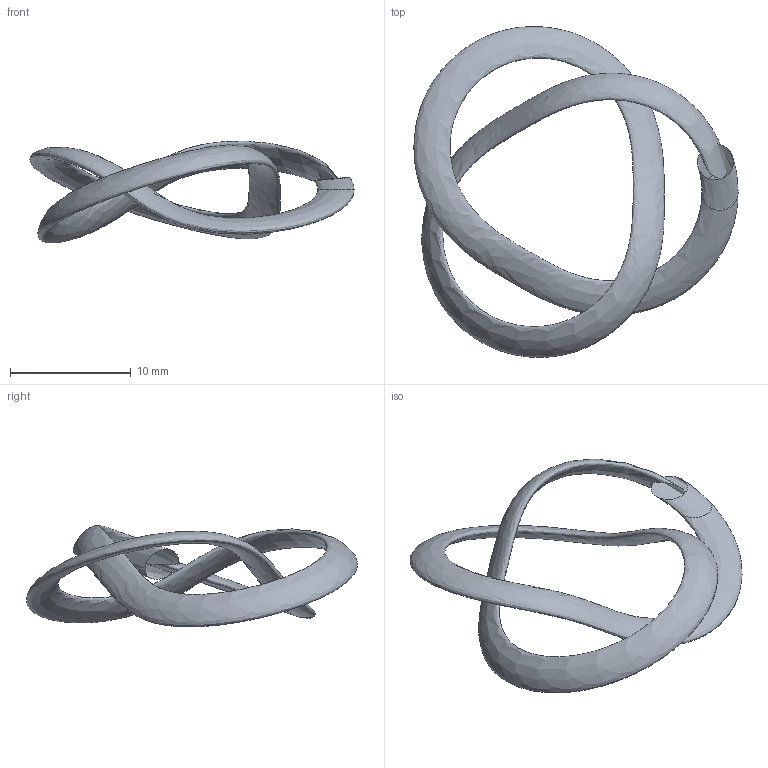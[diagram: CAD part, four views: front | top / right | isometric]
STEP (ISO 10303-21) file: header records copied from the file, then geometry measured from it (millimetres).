
FILE_DESCRIPTION(('Open CASCADE Model'),'2;1');
FILE_NAME('Open CASCADE Shape Model','2026-01-17T23:13:08',('Author'),( 'Open CASCADE'),'Open CASCADE STEP processor 7.8','Open CASCADE 7.8' ,'Unknown');
FILE_SCHEMA(('AUTOMOTIVE_DESIGN { 1 0 10303 214 1 1 1 1 }'));
Length unit declared in the file: millimetre
Products named in the file (5): Open CASCADE STEP translator 7.8 1; Open CASCADE STEP translator 7.8 1.1; Open CASCADE STEP translator 7.8 1.2; Open CASCADE STEP translator 7.8 1.3; Open CASCADE STEP translator 7.8 1.4
Assembly tree (4 placements, depth 2):
  Open CASCADE STEP translator 7.8 1
    Open CASCADE STEP translator 7.8 1.1
    Open CASCADE STEP translator 7.8 1.2
    Open CASCADE STEP translator 7.8 1.3
    Open CASCADE STEP translator 7.8 1.4
Bounding box: 26.82 x 27.37 x 8.42 mm (x, y, z)
Surface area: 931.4 mm2 (no closed solid volume)
Topology: 0 solids, 2 shells, 2 faces, 5 edges, 68 vertices
Faces by surface type: bspline 1, plane 1
Entity records: 2363 total; most frequent: CARTESIAN_POINT 2219, DIRECTION 18, PRODUCT_DEFINITION_SHAPE 9, AXIS2_PLACEMENT_3D 7, SHAPE_DEFINITION_REPRESENTATION 5, PRODUCT_DEFINITION 5, PRODUCT_DEFINITION_FORMATION 5, PRODUCT 5
